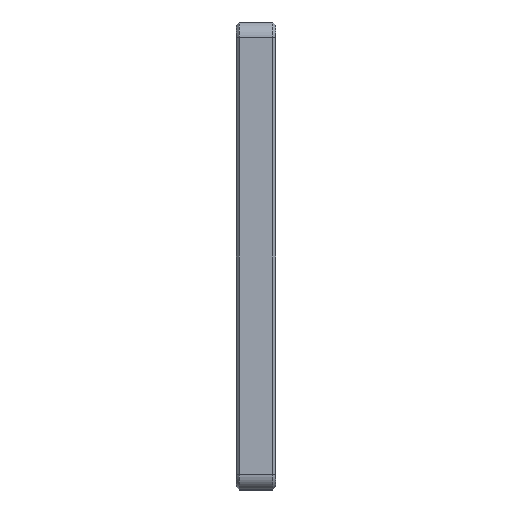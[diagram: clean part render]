
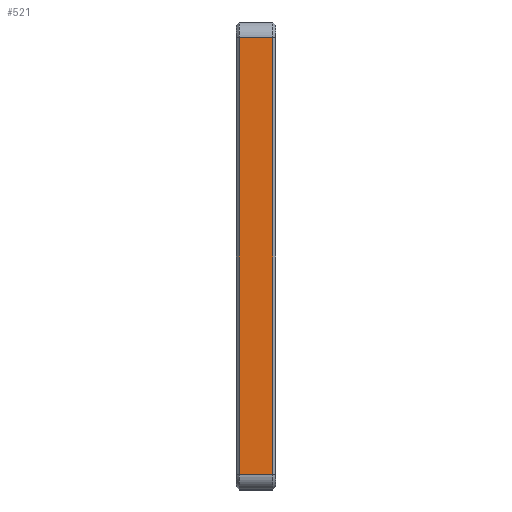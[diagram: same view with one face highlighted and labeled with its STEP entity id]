
A CAD part, left-side view. The second image highlights one B-rep face of the part: STEP entity #521.
In plain terms, the highlighted planar face has unit normal (-1, 0, 0).
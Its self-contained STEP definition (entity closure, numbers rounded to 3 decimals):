
#356 = VERTEX_POINT ( 'NONE', #3015 ) ;
#463 = VERTEX_POINT ( 'NONE', #3242 ) ;
#464 = EDGE_CURVE ( 'NONE', #463, #356, #3233, .T. ) ;
#496 = ORIENTED_EDGE ( 'NONE', *, *, #499, .T. ) ;
#497 = EDGE_CURVE ( 'NONE', #502, #501, #3331, .T. ) ;
#499 = EDGE_CURVE ( 'NONE', #356, #502, #3321, .T. ) ;
#501 = VERTEX_POINT ( 'NONE', #3276 ) ;
#502 = VERTEX_POINT ( 'NONE', #3323 ) ;
#503 = ORIENTED_EDGE ( 'NONE', *, *, #506, .T. ) ;
#505 = ORIENTED_EDGE ( 'NONE', *, *, #497, .T. ) ;
#506 = EDGE_CURVE ( 'NONE', #501, #463, #3277, .T. ) ;
#521 = ADVANCED_FACE ( 'NONE', ( #3316 ), #3364, .F. ) ;
#522 = ORIENTED_EDGE ( 'NONE', *, *, #464, .T. ) ;
#528 = EDGE_LOOP ( 'NONE', ( #522, #496, #505, #503 ) ) ;
#3015 = CARTESIAN_POINT ( 'NONE',  ( -150., 1., -70. ) ) ;
#3230 = DIRECTION ( 'NONE',  ( 0., -1., 0. ) ) ;
#3231 = VECTOR ( 'NONE', #3230, 1000. ) ;
#3232 = CARTESIAN_POINT ( 'NONE',  ( -150., 12.7, -70. ) ) ;
#3233 = LINE ( 'NONE', #3232, #3231 ) ;
#3242 = CARTESIAN_POINT ( 'NONE',  ( -150., 11.7, -70. ) ) ;
#3276 = CARTESIAN_POINT ( 'NONE',  ( -150., 11.7, 70. ) ) ;
#3277 = LINE ( 'NONE', #3311, #3310 ) ;
#3309 = DIRECTION ( 'NONE',  ( 0., 0., -1. ) ) ;
#3310 = VECTOR ( 'NONE', #3309, 1000. ) ;
#3311 = CARTESIAN_POINT ( 'NONE',  ( -150., 11.7, -75. ) ) ;
#3316 = FACE_OUTER_BOUND ( 'NONE', #528, .T. ) ;
#3318 = DIRECTION ( 'NONE',  ( 0., 0., 1. ) ) ;
#3319 = VECTOR ( 'NONE', #3318, 1000. ) ;
#3320 = CARTESIAN_POINT ( 'NONE',  ( -150., 1., 70. ) ) ;
#3321 = LINE ( 'NONE', #3320, #3319 ) ;
#3323 = CARTESIAN_POINT ( 'NONE',  ( -150., 1., 70. ) ) ;
#3328 = DIRECTION ( 'NONE',  ( 0., 1., 0. ) ) ;
#3329 = VECTOR ( 'NONE', #3328, 1000. ) ;
#3330 = CARTESIAN_POINT ( 'NONE',  ( -150., 12.7, 70. ) ) ;
#3331 = LINE ( 'NONE', #3330, #3329 ) ;
#3343 = DIRECTION ( 'NONE',  ( 0., 0., -1. ) ) ;
#3344 = DIRECTION ( 'NONE',  ( 1., 0., 0. ) ) ;
#3348 = AXIS2_PLACEMENT_3D ( 'NONE', #3358, #3344, #3343 ) ;
#3358 = CARTESIAN_POINT ( 'NONE',  ( -150., 12.7, -75. ) ) ;
#3364 = PLANE ( 'NONE',  #3348 ) ;
